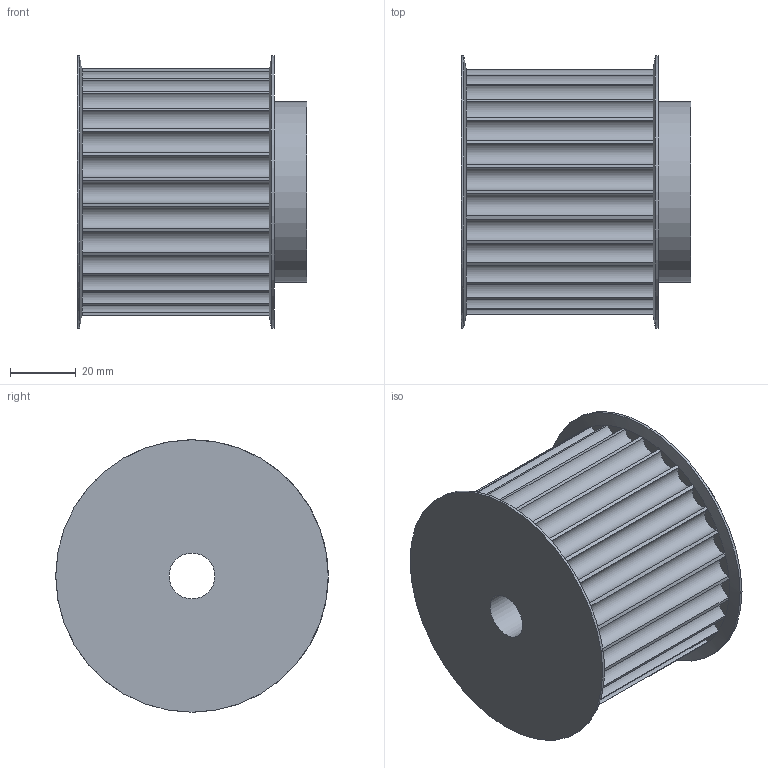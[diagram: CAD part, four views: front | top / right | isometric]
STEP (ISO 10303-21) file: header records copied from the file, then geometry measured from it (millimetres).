
FILE_DESCRIPTION( ( 'STEP AP214' ), '1' );
FILE_NAME( 'HTD-Zrr_14_17441500_2_14.stp', ' ', ( ' ' ), ( ' ' ), 'PSStep 15.0.47', 'PARTsolutions', ' ' );
FILE_SCHEMA( ( 'AUTOMOTIVE_DESIGN { 1 0 10303 214 1 1 1 1 }' ) );
Length unit declared in the file: millimetre
Products named in the file (1): _HTD-Zrr 14 17441500
Bounding box: 70 x 83 x 83 mm (x, y, z)
Volume: 249001.7 mm3; surface area: 38489.3 mm2
Topology: 1 solids, 1 shells, 130 faces, 258 edges, 131 vertices
Faces by surface type: cylinder 64, plane 63, cone 3
Full cylindrical faces by diameter (mm): 14 x1, 55 x1, 83 x2
Entity records: 4314 total; most frequent: DIRECTION 700, CARTESIAN_POINT 509, ORIENTED_EDGE 498, AXIS2_PLACEMENT_3D 320, EDGE_CURVE 249, CIRCLE 189, EDGE_LOOP 140, FACE_OUTER_BOUND 134
